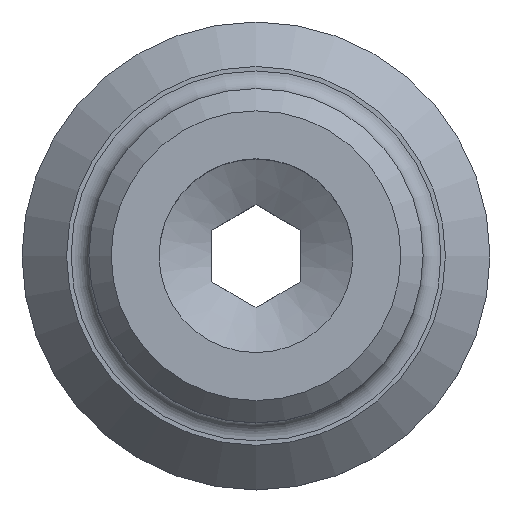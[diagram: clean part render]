
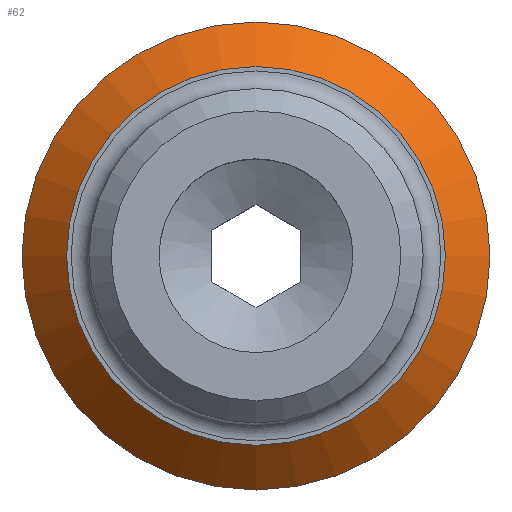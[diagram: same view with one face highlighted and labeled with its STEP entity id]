
A CAD part, top view. The second image highlights one B-rep face of the part: STEP entity #62.
In plain terms, the highlighted conical face has half-angle 45 degrees and reference radius 10.5 mm.
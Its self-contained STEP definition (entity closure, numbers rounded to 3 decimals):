
#62 = ADVANCED_FACE( '', ( #110, #111 ), #112, .T. );
#110 = FACE_BOUND( '', #176, .T. );
#111 = FACE_OUTER_BOUND( '', #177, .T. );
#112 = CONICAL_SURFACE( '', #178, 10.5, 0.785 );
#176 = EDGE_LOOP( '', ( #298 ) );
#177 = EDGE_LOOP( '', ( #299 ) );
#178 = AXIS2_PLACEMENT_3D( '', #300, #301, #302 );
#298 = ORIENTED_EDGE( '', *, *, #375, .F. );
#299 = ORIENTED_EDGE( '', *, *, #376, .F. );
#300 = CARTESIAN_POINT( '', ( 0., 0., 8. ) );
#301 = DIRECTION( '', ( 0., 0., -1. ) );
#302 = DIRECTION( '', ( -1., 0., 0. ) );
#375 = EDGE_CURVE( '', #431, #431, #432, .T. );
#376 = EDGE_CURVE( '', #433, #433, #434, .F. );
#431 = VERTEX_POINT( '', #613 );
#432 = CIRCLE( '', #614, 8.5 );
#433 = VERTEX_POINT( '', #615 );
#434 = CIRCLE( '', #616, 10.5 );
#613 = CARTESIAN_POINT( '', ( 8.5, 0., 10. ) );
#614 = AXIS2_PLACEMENT_3D( '', #662, #663, #664 );
#615 = CARTESIAN_POINT( '', ( 10.5, 0., 8. ) );
#616 = AXIS2_PLACEMENT_3D( '', #665, #666, #667 );
#662 = CARTESIAN_POINT( '', ( 0., 0., 10. ) );
#663 = DIRECTION( '', ( 0., 0., 1. ) );
#664 = DIRECTION( '', ( 1., 0., 0. ) );
#665 = CARTESIAN_POINT( '', ( 0., 0., 8. ) );
#666 = DIRECTION( '', ( 0., 0., 1. ) );
#667 = DIRECTION( '', ( 1., 0., 0. ) );
